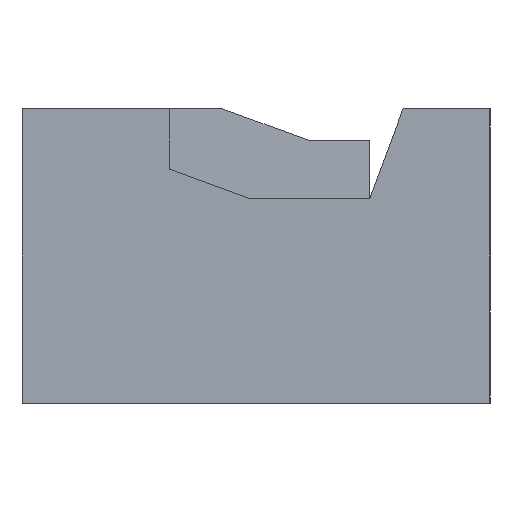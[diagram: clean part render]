
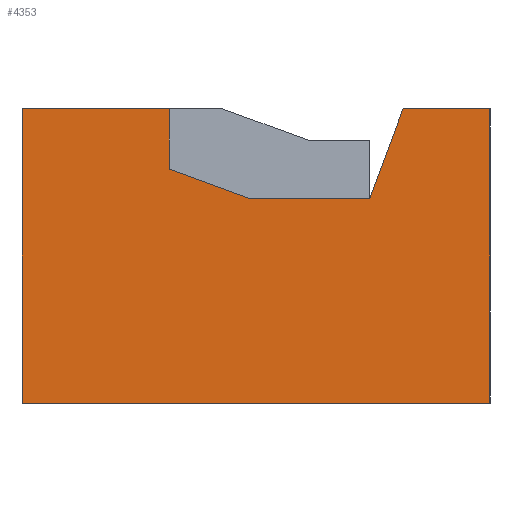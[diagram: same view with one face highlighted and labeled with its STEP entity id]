
A CAD part, left-side view. The second image highlights one B-rep face of the part: STEP entity #4353.
In plain terms, the highlighted planar face has unit normal (-1, 0, 0).
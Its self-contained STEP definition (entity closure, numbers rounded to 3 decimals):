
#1=DIRECTION('',(0.,-1.,0.));
#2=VECTOR('',#1,3.5);
#3=CARTESIAN_POINT('',(-4.025,1.75,-1.1));
#4=LINE('',#3,#2);
#17=DIRECTION('',(0.,0.349,-0.937));
#18=VECTOR('',#17,0.715);
#19=CARTESIAN_POINT('',(-4.025,-1.1,1.1));
#20=LINE('',#19,#18);
#21=DIRECTION('',(0.,0.,1.));
#22=VECTOR('',#21,2.2);
#23=CARTESIAN_POINT('',(-4.025,1.75,-1.1));
#24=LINE('',#23,#22);
#25=DIRECTION('',(0.,0.,-1.));
#26=VECTOR('',#25,0.45);
#27=CARTESIAN_POINT('',(-4.025,0.65,1.1));
#28=LINE('',#27,#26);
#29=DIRECTION('',(0.,0.939,0.345));
#30=VECTOR('',#29,0.639);
#31=CARTESIAN_POINT('',(-4.025,0.05,0.43));
#32=LINE('',#31,#30);
#33=DIRECTION('',(0.,1.,0.));
#34=VECTOR('',#33,0.9);
#35=CARTESIAN_POINT('',(-4.025,-0.85,0.43));
#36=LINE('',#35,#34);
#181=DIRECTION('',(0.,-1.,0.));
#182=VECTOR('',#181,0.65);
#183=CARTESIAN_POINT('',(-4.025,-1.1,1.1));
#184=LINE('',#183,#182);
#213=DIRECTION('',(0.,-1.,0.));
#214=VECTOR('',#213,1.1);
#215=CARTESIAN_POINT('',(-4.025,1.75,1.1));
#216=LINE('',#215,#214);
#333=DIRECTION('',(0.,0.,1.));
#334=VECTOR('',#333,2.2);
#335=CARTESIAN_POINT('',(-4.025,-1.75,-1.1));
#336=LINE('',#335,#334);
#3277=CARTESIAN_POINT('',(-4.025,1.75,-1.1));
#3278=CARTESIAN_POINT('',(-4.025,-1.75,-1.1));
#3279=VERTEX_POINT('',#3277);
#3280=VERTEX_POINT('',#3278);
#3285=CARTESIAN_POINT('',(-4.025,-1.75,1.1));
#3287=VERTEX_POINT('',#3285);
#3290=CARTESIAN_POINT('',(-4.025,1.75,1.1));
#3292=VERTEX_POINT('',#3290);
#3309=CARTESIAN_POINT('',(-4.025,-1.1,1.1));
#3310=CARTESIAN_POINT('',(-4.025,-0.85,0.43));
#3311=VERTEX_POINT('',#3309);
#3312=VERTEX_POINT('',#3310);
#3313=CARTESIAN_POINT('',(-4.025,0.05,0.43));
#3314=VERTEX_POINT('',#3313);
#3315=CARTESIAN_POINT('',(-4.025,0.65,0.65));
#3316=VERTEX_POINT('',#3315);
#3317=CARTESIAN_POINT('',(-4.025,0.65,1.1));
#3318=VERTEX_POINT('',#3317);
#4329=CARTESIAN_POINT('',(-4.025,1.75,-1.1));
#4330=DIRECTION('',(-1.,0.,0.));
#4331=DIRECTION('',(0.,-1.,0.));
#4332=AXIS2_PLACEMENT_3D('',#4329,#4330,#4331);
#4333=PLANE('',#4332);
#4335=ORIENTED_EDGE('',*,*,#4334,.F.);
#4337=ORIENTED_EDGE('',*,*,#4336,.T.);
#4339=ORIENTED_EDGE('',*,*,#4338,.F.);
#4340=ORIENTED_EDGE('',*,*,#4318,.F.);
#4342=ORIENTED_EDGE('',*,*,#4341,.T.);
#4344=ORIENTED_EDGE('',*,*,#4343,.T.);
#4346=ORIENTED_EDGE('',*,*,#4345,.T.);
#4348=ORIENTED_EDGE('',*,*,#4347,.F.);
#4350=ORIENTED_EDGE('',*,*,#4349,.F.);
#4351=EDGE_LOOP('',(#4335,#4337,#4339,#4340,#4342,#4344,#4346,#4348,#4350));
#4352=FACE_OUTER_BOUND('',#4351,.F.);
#4353=ADVANCED_FACE('',(#4352),#4333,.T.);
#4318=EDGE_CURVE('',#3279,#3280,#4,.T.);
#4334=EDGE_CURVE('',#3311,#3312,#20,.T.);
#4336=EDGE_CURVE('',#3311,#3287,#184,.T.);
#4338=EDGE_CURVE('',#3280,#3287,#336,.T.);
#4341=EDGE_CURVE('',#3279,#3292,#24,.T.);
#4343=EDGE_CURVE('',#3292,#3318,#216,.T.);
#4345=EDGE_CURVE('',#3318,#3316,#28,.T.);
#4347=EDGE_CURVE('',#3314,#3316,#32,.T.);
#4349=EDGE_CURVE('',#3312,#3314,#36,.T.);
